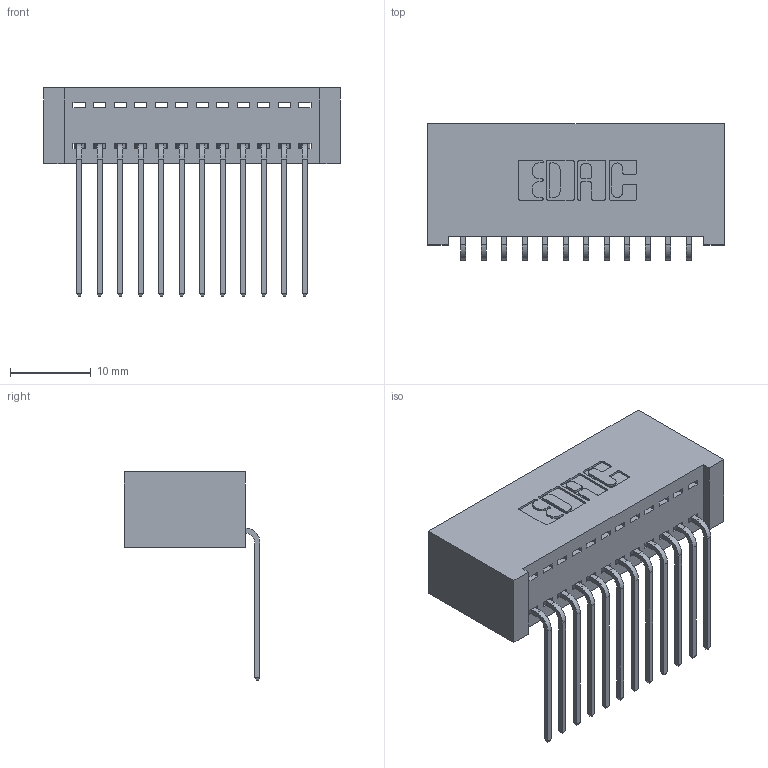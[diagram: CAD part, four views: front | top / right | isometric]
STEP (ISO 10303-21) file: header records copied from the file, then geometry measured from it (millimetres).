
FILE_DESCRIPTION (( 'STEP AP203' ), '1' );
FILE_NAME ('342-012-559-101.STEP', '2018-08-10T15:53:19', ( '' ), ( '' ), 'SwSTEP 2.0', 'SolidWorks 2016', '' );
FILE_SCHEMA (( 'CONFIG_CONTROL_DESIGN' ));
Length unit declared in the file: inch
Products named in the file (3): 342 Part_Lugless; 345-292-001_558 559 Tail - 1; 342-012-559-101
Assembly tree (13 placements, depth 2):
  342-012-559-101
    342 Part_Lugless
    345-292-001_558 559 Tail - 1  x12
Bounding box: 36.73 x 16.83 x 25.78 mm (x, y, z)
Volume: 3558.8 mm3; surface area: 5216.2 mm2
Topology: 13 solids, 13 shells, 822 faces, 2459 edges, 1622 vertices
Faces by surface type: plane 590, cylinder 232
Entity records: 10891 total; most frequent: CARTESIAN_POINT 1890, ORIENTED_EDGE 1838, DIRECTION 1647, EDGE_CURVE 919, LINE 799, VECTOR 799, VERTEX_POINT 610, AXIS2_PLACEMENT_3D 424
